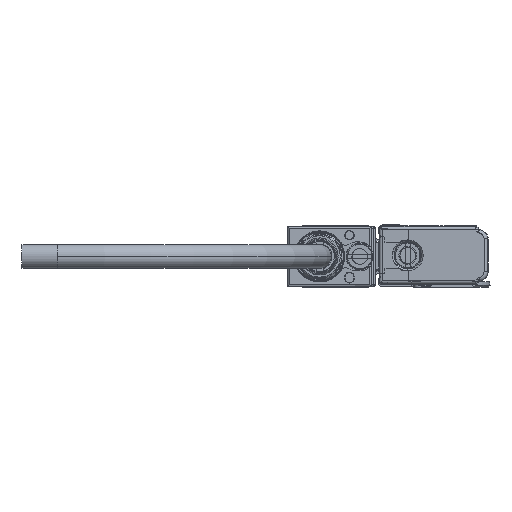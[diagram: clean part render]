
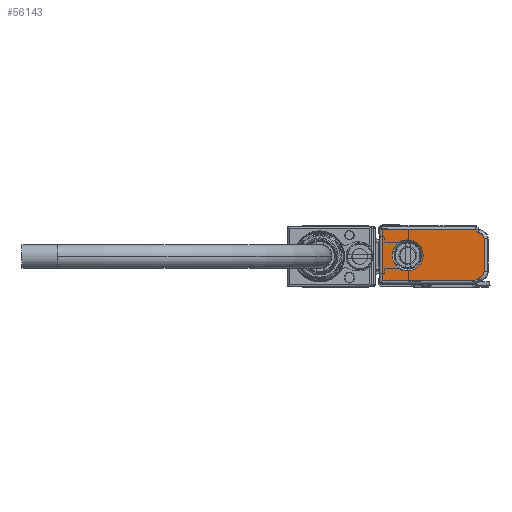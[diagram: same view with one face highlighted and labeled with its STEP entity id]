
A CAD part, left-side view. The second image highlights one B-rep face of the part: STEP entity #56143.
In plain terms, the highlighted planar face has unit normal (-1, 0, 0).
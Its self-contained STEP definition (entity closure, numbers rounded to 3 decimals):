
#56051=AXIS2_PLACEMENT_3D('Plane Axis2P3D',#56048,#56049,#56050) ;
#56075=AXIS2_PLACEMENT_3D('Circle Axis2P3D',#56073,#56074,$) ;
#56089=AXIS2_PLACEMENT_3D('Circle Axis2P3D',#56087,#56088,$) ;
#56119=AXIS2_PLACEMENT_3D('Circle Axis2P3D',#56117,#56118,$) ;
#56128=AXIS2_PLACEMENT_3D('Circle Axis2P3D',#56126,#56127,$) ;
#56135=AXIS2_PLACEMENT_3D('Circle Axis2P3D',#56133,#56134,$) ;
#53495=CARTESIAN_POINT('Vertex',(-606.,30.2,0.2)) ;
#53504=CARTESIAN_POINT('Vertex',(-606.,3.814,0.2)) ;
#53507=CARTESIAN_POINT('Line Origine',(-606.,15.7,0.2)) ;
#53686=CARTESIAN_POINT('Vertex',(-606.,30.2,14.8)) ;
#53689=CARTESIAN_POINT('Line Origine',(-606.,30.2,7.5)) ;
#53784=CARTESIAN_POINT('Vertex',(-606.,3.814,14.8)) ;
#53787=CARTESIAN_POINT('Line Origine',(-606.,15.7,14.8)) ;
#53848=CARTESIAN_POINT('Line Origine',(-606.,1.067,12.053)) ;
#53852=CARTESIAN_POINT('Vertex',(-606.,3.119,14.104)) ;
#56048=CARTESIAN_POINT('Axis2P3D Location',(-606.,0.2,7.5)) ;
#56053=CARTESIAN_POINT('Line Origine',(-606.,3.466,0.548)) ;
#56057=CARTESIAN_POINT('Vertex',(-606.,3.119,0.896)) ;
#56061=CARTESIAN_POINT('Control Point',(-606.,3.119,0.896)) ;
#56062=CARTESIAN_POINT('Control Point',(-606.,3.044,0.97)) ;
#56063=CARTESIAN_POINT('Control Point',(-606.,2.961,1.035)) ;
#56064=CARTESIAN_POINT('Control Point',(-606.,2.87,1.089)) ;
#56065=CARTESIAN_POINT('Control Point',(-606.,2.748,1.142)) ;
#56066=CARTESIAN_POINT('Control Point',(-606.,2.621,1.175)) ;
#56067=CARTESIAN_POINT('Control Point',(-606.,2.596,1.18)) ;
#56068=CARTESIAN_POINT('Control Point',(-606.,2.57,1.185)) ;
#56069=CARTESIAN_POINT('Control Point',(-606.,2.544,1.19)) ;
#56070=CARTESIAN_POINT('Vertex',(-606.,2.544,1.19)) ;
#56073=CARTESIAN_POINT('Axis2P3D Location',(-606.,2.8,2.769)) ;
#56077=CARTESIAN_POINT('Vertex',(-606.,1.2,2.769)) ;
#56080=CARTESIAN_POINT('Line Origine',(-606.,1.2,7.5)) ;
#56084=CARTESIAN_POINT('Vertex',(-606.,1.2,12.231)) ;
#56087=CARTESIAN_POINT('Axis2P3D Location',(-606.,2.8,12.231)) ;
#56091=CARTESIAN_POINT('Vertex',(-606.,2.544,13.81)) ;
#56095=CARTESIAN_POINT('Control Point',(-606.,2.544,13.81)) ;
#56096=CARTESIAN_POINT('Control Point',(-606.,2.648,13.827)) ;
#56097=CARTESIAN_POINT('Control Point',(-606.,2.749,13.857)) ;
#56098=CARTESIAN_POINT('Control Point',(-606.,2.846,13.899)) ;
#56099=CARTESIAN_POINT('Control Point',(-606.,2.96,13.967)) ;
#56100=CARTESIAN_POINT('Control Point',(-606.,3.061,14.05)) ;
#56101=CARTESIAN_POINT('Control Point',(-606.,3.081,14.068)) ;
#56102=CARTESIAN_POINT('Control Point',(-606.,3.1,14.086)) ;
#56103=CARTESIAN_POINT('Control Point',(-606.,3.119,14.104)) ;
#56117=CARTESIAN_POINT('Axis2P3D Location',(-606.,23.,7.5)) ;
#56121=CARTESIAN_POINT('Vertex',(-606.,23.,11.9)) ;
#56123=CARTESIAN_POINT('Vertex',(-606.,23.,3.1)) ;
#56126=CARTESIAN_POINT('Axis2P3D Location',(-606.,23.,7.5)) ;
#56130=CARTESIAN_POINT('Vertex',(-606.,24.895,11.471)) ;
#56133=CARTESIAN_POINT('Axis2P3D Location',(-606.,23.,7.5)) ;
#53508=DIRECTION('Vector Direction',(0.,-1.,0.)) ;
#53690=DIRECTION('Vector Direction',(0.,0.,-1.)) ;
#53788=DIRECTION('Vector Direction',(0.,1.,0.)) ;
#53849=DIRECTION('Vector Direction',(0.,0.707,0.707)) ;
#56049=DIRECTION('Axis2P3D Direction',(1.,0.,0.)) ;
#56050=DIRECTION('Axis2P3D XDirection',(0.,0.,1.)) ;
#56054=DIRECTION('Vector Direction',(0.,-0.707,0.707)) ;
#56074=DIRECTION('Axis2P3D Direction',(1.,0.,0.)) ;
#56081=DIRECTION('Vector Direction',(0.,0.,1.)) ;
#56088=DIRECTION('Axis2P3D Direction',(1.,0.,0.)) ;
#56118=DIRECTION('Axis2P3D Direction',(1.,0.,0.)) ;
#56127=DIRECTION('Axis2P3D Direction',(1.,0.,0.)) ;
#56134=DIRECTION('Axis2P3D Direction',(1.,0.,0.)) ;
#53509=VECTOR('Line Direction',#53508,1.) ;
#53691=VECTOR('Line Direction',#53690,1.) ;
#53789=VECTOR('Line Direction',#53788,1.) ;
#53850=VECTOR('Line Direction',#53849,1.) ;
#56055=VECTOR('Line Direction',#56054,1.) ;
#56082=VECTOR('Line Direction',#56081,1.) ;
#56106=ORIENTED_EDGE('',*,*,#53791,.F.) ;
#56107=ORIENTED_EDGE('',*,*,#53693,.F.) ;
#56108=ORIENTED_EDGE('',*,*,#53511,.F.) ;
#56109=ORIENTED_EDGE('',*,*,#56059,.F.) ;
#56110=ORIENTED_EDGE('',*,*,#56072,.F.) ;
#56111=ORIENTED_EDGE('',*,*,#56079,.F.) ;
#56112=ORIENTED_EDGE('',*,*,#56086,.F.) ;
#56113=ORIENTED_EDGE('',*,*,#56093,.F.) ;
#56114=ORIENTED_EDGE('',*,*,#56104,.F.) ;
#56115=ORIENTED_EDGE('',*,*,#53854,.F.) ;
#56139=ORIENTED_EDGE('',*,*,#56125,.T.) ;
#56140=ORIENTED_EDGE('',*,*,#56132,.T.) ;
#56141=ORIENTED_EDGE('',*,*,#56137,.T.) ;
#56142=FACE_BOUND('',#56138,.T.) ;
#56143=ADVANCED_FACE('Brep With Voids',(#56116,#56142),#56052,.F.) ;
#56060=B_SPLINE_CURVE_WITH_KNOTS('',5,(#56061,#56062,#56063,#56064,#56065,#56066,#56067,#56068,#56069),.UNSPECIFIED.,.F.,.U.,(6,3,6),(0.,0.743,0.929),.UNSPECIFIED.) ;
#56094=B_SPLINE_CURVE_WITH_KNOTS('',5,(#56095,#56096,#56097,#56098,#56099,#56100,#56101,#56102,#56103),.UNSPECIFIED.,.F.,.U.,(6,3,6),(0.,0.743,0.929),.UNSPECIFIED.) ;
#56076=CIRCLE('generated circle',#56075,1.6) ;
#56090=CIRCLE('generated circle',#56089,1.6) ;
#56120=CIRCLE('generated circle',#56119,4.4) ;
#56129=CIRCLE('generated circle',#56128,4.4) ;
#56136=CIRCLE('generated circle',#56135,4.4) ;
#53511=EDGE_CURVE('',#53505,#53496,#53510,.F.) ;
#53693=EDGE_CURVE('',#53496,#53687,#53692,.F.) ;
#53791=EDGE_CURVE('',#53687,#53785,#53790,.F.) ;
#53854=EDGE_CURVE('',#53785,#53853,#53851,.F.) ;
#56059=EDGE_CURVE('',#56058,#53505,#56056,.F.) ;
#56072=EDGE_CURVE('',#56071,#56058,#56060,.F.) ;
#56079=EDGE_CURVE('',#56078,#56071,#56076,.T.) ;
#56086=EDGE_CURVE('',#56085,#56078,#56083,.F.) ;
#56093=EDGE_CURVE('',#56092,#56085,#56090,.T.) ;
#56104=EDGE_CURVE('',#53853,#56092,#56094,.F.) ;
#56125=EDGE_CURVE('',#56122,#56124,#56120,.T.) ;
#56132=EDGE_CURVE('',#56124,#56131,#56129,.T.) ;
#56137=EDGE_CURVE('',#56131,#56122,#56136,.T.) ;
#56105=EDGE_LOOP('',(#56106,#56107,#56108,#56109,#56110,#56111,#56112,#56113,#56114,#56115)) ;
#56138=EDGE_LOOP('',(#56139,#56140,#56141)) ;
#56116=FACE_OUTER_BOUND('',#56105,.T.) ;
#53510=LINE('Line',#53507,#53509) ;
#53692=LINE('Line',#53689,#53691) ;
#53790=LINE('Line',#53787,#53789) ;
#53851=LINE('Line',#53848,#53850) ;
#56056=LINE('Line',#56053,#56055) ;
#56083=LINE('Line',#56080,#56082) ;
#56052=PLANE('Plane',#56051) ;
#53496=VERTEX_POINT('',#53495) ;
#53505=VERTEX_POINT('',#53504) ;
#53687=VERTEX_POINT('',#53686) ;
#53785=VERTEX_POINT('',#53784) ;
#53853=VERTEX_POINT('',#53852) ;
#56058=VERTEX_POINT('',#56057) ;
#56071=VERTEX_POINT('',#56070) ;
#56078=VERTEX_POINT('',#56077) ;
#56085=VERTEX_POINT('',#56084) ;
#56092=VERTEX_POINT('',#56091) ;
#56122=VERTEX_POINT('',#56121) ;
#56124=VERTEX_POINT('',#56123) ;
#56131=VERTEX_POINT('',#56130) ;
